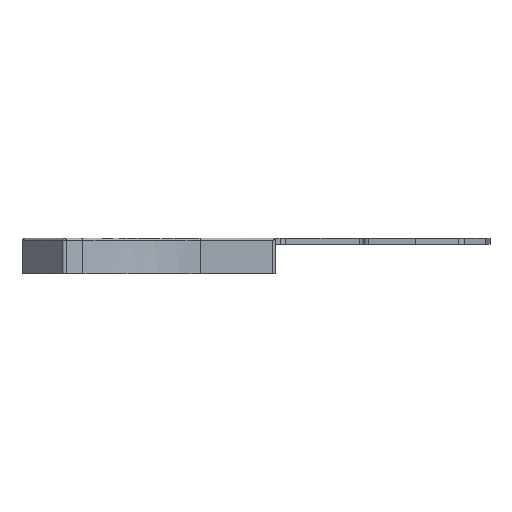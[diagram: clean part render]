
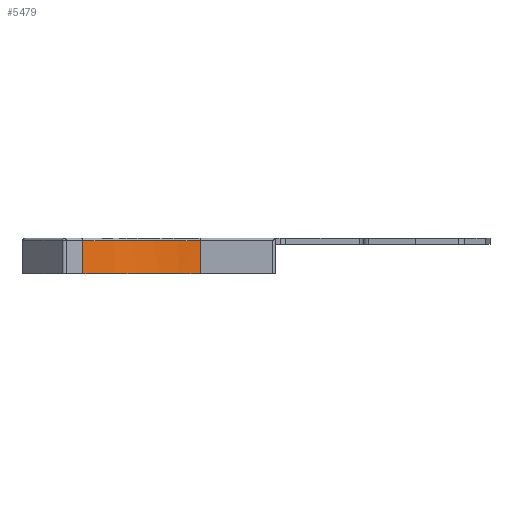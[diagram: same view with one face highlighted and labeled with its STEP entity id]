
A CAD part, front view. The second image highlights one B-rep face of the part: STEP entity #5479.
In plain terms, the highlighted free-form (B-spline) face has degree [3, 1] with [14, 2] control points.
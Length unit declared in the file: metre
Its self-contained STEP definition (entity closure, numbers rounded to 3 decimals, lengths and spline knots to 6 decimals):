
#17=B_SPLINE_SURFACE_WITH_KNOTS('',3,1,((#7891,#7892),(#7893,#7894),(#7895,
#7896),(#7897,#7898),(#7899,#7900),(#7901,#7902),(#7903,#7904),(#7905,#7906),
(#7907,#7908),(#7909,#7910),(#7911,#7912),(#7913,#7914),(#7915,#7916),(#7917,
#7918)),.SURF_OF_LINEAR_EXTRUSION.,.F.,.F.,.F.,(4,1,1,1,1,1,1,1,1,1,1,4),
(2,2),(0.000157,0.062639,0.125122,0.250086,
0.375051,0.500016,0.62498,0.749945,
0.87491,0.937392,0.968633,0.999875),
(0.,1.),.UNSPECIFIED.);
#38=B_SPLINE_CURVE_WITH_KNOTS('',3,(#7922,#7923,#7924,#7925,#7926,#7927,
#7928,#7929,#7930,#7931,#7932,#7933,#7934,#7935,#7936,#7937,#7938,#7939,
#7940,#7941,#7942,#7943,#7944,#7945,#7946,#7947,#7948,#7949,#7950),
 .UNSPECIFIED.,.F.,.F.,(4,1,1,1,1,1,1,1,1,1,1,1,1,1,1,1,1,1,1,1,1,1,1,1,
1,1,4),(0.000157,0.00386,0.007766,0.015579,
0.031206,0.046832,0.062458,0.093711,
0.124964,0.187469,0.249974,0.312479,
0.374985,0.499995,0.625006,0.687511,
0.750016,0.812522,0.875027,0.90628,
0.937532,0.953159,0.968785,0.984411,
0.992224,0.996131,0.999875),.UNSPECIFIED.);
#39=B_SPLINE_CURVE_WITH_KNOTS('',3,(#7951,#7952,#7953,#7954,#7955,#7956,
#7957,#7958),.UNSPECIFIED.,.F.,.F.,(4,1,1,1,1,4),(0.,0.011148,
0.016721,0.022295,0.033443,0.04459),
 .UNSPECIFIED.);
#336=ORIENTED_EDGE('',*,*,#1853,.T.);
#337=ORIENTED_EDGE('',*,*,#1854,.T.);
#338=ORIENTED_EDGE('',*,*,#1850,.F.);
#339=ORIENTED_EDGE('',*,*,#1855,.F.);
#1850=EDGE_CURVE('',#2607,#2609,#3138,.T.);
#1853=EDGE_CURVE('',#2611,#2612,#3141,.T.);
#1854=EDGE_CURVE('',#2612,#2609,#38,.T.);
#1855=EDGE_CURVE('',#2611,#2607,#39,.T.);
#2607=VERTEX_POINT('',#7884);
#2609=VERTEX_POINT('',#7887);
#2611=VERTEX_POINT('',#7920);
#2612=VERTEX_POINT('',#7921);
#3138=LINE('',#7886,#3884);
#3141=LINE('',#7919,#3887);
#3884=VECTOR('',#6356,1.);
#3887=VECTOR('',#6359,1.);
#4501=EDGE_LOOP('',(#336,#337,#338,#339));
#4868=FACE_BOUND('',#4501,.T.);
#5479=ADVANCED_FACE('',(#4868),#17,.F.);
#6356=DIRECTION('',(0.,0.,-1.));
#6359=DIRECTION('',(0.,0.,-1.));
#7884=CARTESIAN_POINT('',(0.330958,-0.137674,0.0003));
#7886=CARTESIAN_POINT('',(0.330958,-0.137674,0.0013));
#7887=CARTESIAN_POINT('',(0.330958,-0.137674,-0.0113));
#7891=CARTESIAN_POINT('',(0.289728,-0.152589,0.0003));
#7892=CARTESIAN_POINT('',(0.289728,-0.152589,-0.0113));
#7893=CARTESIAN_POINT('',(0.290585,-0.151881,0.0003));
#7894=CARTESIAN_POINT('',(0.290585,-0.151881,-0.0113));
#7895=CARTESIAN_POINT('',(0.292227,-0.150566,0.0003));
#7896=CARTESIAN_POINT('',(0.292227,-0.150566,-0.0113));
#7897=CARTESIAN_POINT('',(0.295488,-0.148123,0.0003));
#7898=CARTESIAN_POINT('',(0.295488,-0.148123,-0.0113));
#7899=CARTESIAN_POINT('',(0.299437,-0.145498,0.0003));
#7900=CARTESIAN_POINT('',(0.299437,-0.145498,-0.0113));
#7901=CARTESIAN_POINT('',(0.304112,-0.142954,0.0003));
#7902=CARTESIAN_POINT('',(0.304112,-0.142954,-0.0113));
#7903=CARTESIAN_POINT('',(0.308835,-0.140964,0.0003));
#7904=CARTESIAN_POINT('',(0.308835,-0.140964,-0.0113));
#7905=CARTESIAN_POINT('',(0.31374,-0.139471,0.0003));
#7906=CARTESIAN_POINT('',(0.31374,-0.139471,-0.0113));
#7907=CARTESIAN_POINT('',(0.318958,-0.138436,0.0003));
#7908=CARTESIAN_POINT('',(0.318958,-0.138436,-0.0113));
#7909=CARTESIAN_POINT('',(0.323681,-0.137926,0.0003));
#7910=CARTESIAN_POINT('',(0.323681,-0.137926,-0.0113));
#7911=CARTESIAN_POINT('',(0.327226,-0.137744,0.0003));
#7912=CARTESIAN_POINT('',(0.327226,-0.137744,-0.0113));
#7913=CARTESIAN_POINT('',(0.329337,-0.137688,0.0003));
#7914=CARTESIAN_POINT('',(0.329337,-0.137688,-0.0113));
#7915=CARTESIAN_POINT('',(0.330402,-0.137676,0.0003));
#7916=CARTESIAN_POINT('',(0.330402,-0.137676,-0.0113));
#7917=CARTESIAN_POINT('',(0.330958,-0.137674,0.0003));
#7918=CARTESIAN_POINT('',(0.330958,-0.137674,-0.0113));
#7919=CARTESIAN_POINT('',(0.289728,-0.152589,0.0013));
#7920=CARTESIAN_POINT('',(0.289728,-0.152589,0.0003));
#7921=CARTESIAN_POINT('',(0.289728,-0.152589,-0.0113));
#7922=CARTESIAN_POINT('',(0.289728,-0.152589,-0.0113));
#7923=CARTESIAN_POINT('',(0.289779,-0.152547,-0.0113));
#7924=CARTESIAN_POINT('',(0.28988,-0.152463,-0.0113));
#7925=CARTESIAN_POINT('',(0.290088,-0.152292,-0.0113));
#7926=CARTESIAN_POINT('',(0.290455,-0.151993,-0.0113));
#7927=CARTESIAN_POINT('',(0.290977,-0.151572,-0.0113));
#7928=CARTESIAN_POINT('',(0.291599,-0.151077,-0.0113));
#7929=CARTESIAN_POINT('',(0.292424,-0.150432,-0.0113));
#7930=CARTESIAN_POINT('',(0.293446,-0.149653,-0.0113));
#7931=CARTESIAN_POINT('',(0.295064,-0.148462,-0.0113));
#7932=CARTESIAN_POINT('',(0.29706,-0.147078,-0.0113));
#7933=CARTESIAN_POINT('',(0.299425,-0.145576,-0.0113));
#7934=CARTESIAN_POINT('',(0.301772,-0.144228,-0.0113));
#7935=CARTESIAN_POINT('',(0.304897,-0.142623,-0.0113));
#7936=CARTESIAN_POINT('',(0.308835,-0.140964,-0.0113));
#7937=CARTESIAN_POINT('',(0.312923,-0.13972,-0.0113));
#7938=CARTESIAN_POINT('',(0.316351,-0.138953,-0.0113));
#7939=CARTESIAN_POINT('',(0.319017,-0.138488,-0.0113));
#7940=CARTESIAN_POINT('',(0.321795,-0.13813,-0.0113));
#7941=CARTESIAN_POINT('',(0.324215,-0.137916,-0.0113));
#7942=CARTESIAN_POINT('',(0.326221,-0.137796,-0.0113));
#7943=CARTESIAN_POINT('',(0.327505,-0.137741,-0.0113));
#7944=CARTESIAN_POINT('',(0.328551,-0.137709,-0.0113));
#7945=CARTESIAN_POINT('',(0.329346,-0.137691,-0.0113));
#7946=CARTESIAN_POINT('',(0.330017,-0.137681,-0.0113));
#7947=CARTESIAN_POINT('',(0.33049,-0.137676,-0.0113));
#7948=CARTESIAN_POINT('',(0.33076,-0.137675,-0.0113));
#7949=CARTESIAN_POINT('',(0.330892,-0.137674,-0.0113));
#7950=CARTESIAN_POINT('',(0.330958,-0.137674,-0.0113));
#7951=CARTESIAN_POINT('',(0.289728,-0.152589,0.0003));
#7952=CARTESIAN_POINT('',(0.292616,-0.150204,0.0003));
#7953=CARTESIAN_POINT('',(0.297095,-0.146855,0.0003));
#7954=CARTESIAN_POINT('',(0.303572,-0.143203,0.0003));
#7955=CARTESIAN_POINT('',(0.310506,-0.140214,0.0003));
#7956=CARTESIAN_POINT('',(0.3197,-0.138071,0.0003));
#7957=CARTESIAN_POINT('',(0.327199,-0.137689,0.0003));
#7958=CARTESIAN_POINT('',(0.330958,-0.137674,0.0003));
